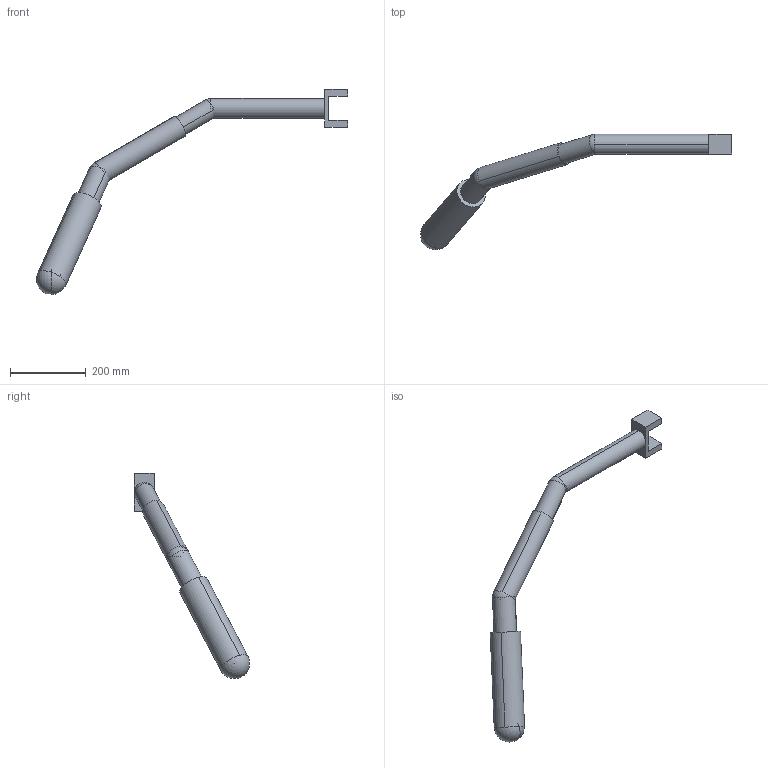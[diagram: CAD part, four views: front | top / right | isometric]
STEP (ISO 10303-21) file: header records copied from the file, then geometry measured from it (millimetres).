
FILE_DESCRIPTION (( 'STEP AP203' ), '1' );
FILE_NAME ('brazo.STEP', '2018-10-29T02:54:13', ( '' ), ( '' ), 'SwSTEP 2.0', 'SolidWorks 2018', '' );
FILE_SCHEMA (( 'CONFIG_CONTROL_DESIGN' ));
Length unit declared in the file: millimetre
Products named in the file (9): extension22; base1.SLDASM; articulacion1; extension2; pinza; brazo; articulacion2; extension1; articulacion3
Assembly tree (8 placements, depth 2):
  brazo
    articulacion1
    base1.SLDASM
    extension1
    articulacion2
    extension2
    extension22
    articulacion3
    pinza
Bounding box: 818.54 x 303.08 x 540.36 mm (x, y, z)
Volume: 2767154.3 mm3; surface area: 418907.6 mm2
Topology: 8 solids, 9 shells, 49 faces, 128 edges, 81 vertices
Faces by surface type: sphere 18, plane 17, cylinder 14
Entity records: 2255 total; most frequent: DIRECTION 272, CARTESIAN_POINT 223, ORIENTED_EDGE 192, AXIS2_PLACEMENT_3D 116, EDGE_CURVE 96, PERSON_AND_ORGANIZATION 80, VERTEX_POINT 67, CALENDAR_DATE 61
